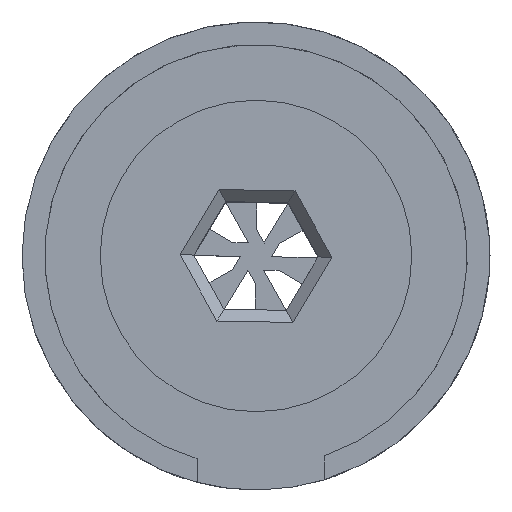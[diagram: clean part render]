
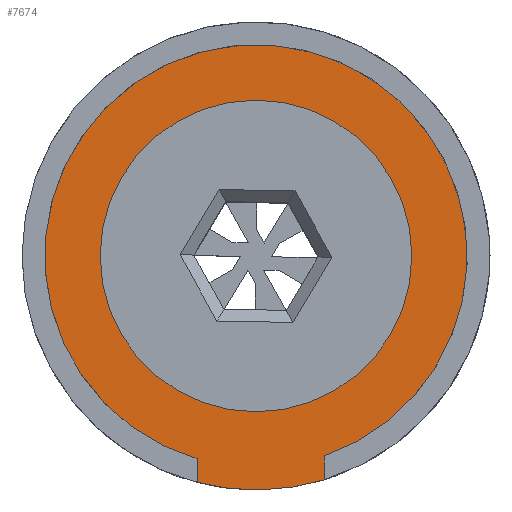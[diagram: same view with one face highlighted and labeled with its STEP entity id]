
A CAD part, top view. The second image highlights one B-rep face of the part: STEP entity #7674.
In plain terms, the highlighted planar face has unit normal (0, 0, 1).
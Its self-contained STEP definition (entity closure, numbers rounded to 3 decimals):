
#15=FACE_BOUND('',#447,.T.);
#29=CIRCLE('',#8079,17.663);
#30=CIRCLE('',#8080,19.563);
#31=CIRCLE('',#8081,17.663);
#32=CIRCLE('',#8082,17.663);
#33=CIRCLE('',#8083,13.025);
#54=FACE_OUTER_BOUND('',#446,.T.);
#446=EDGE_LOOP('',(#5001,#5002,#5003,#5004,#5005,#5006,#5007,#5008,#5009,
#5010));
#447=EDGE_LOOP('',(#5011));
#856=LINE('',#10482,#1998);
#861=LINE('',#10493,#2003);
#865=LINE('',#10505,#2007);
#868=LINE('',#10510,#2010);
#869=LINE('',#10515,#2011);
#870=LINE('',#10519,#2012);
#1998=VECTOR('',#8512,10.);
#2003=VECTOR('',#8523,10.);
#2007=VECTOR('',#8533,10.);
#2010=VECTOR('',#8538,10.);
#2011=VECTOR('',#8543,10.);
#2012=VECTOR('',#8546,10.);
#3141=VERTEX_POINT('',#10478);
#3143=VERTEX_POINT('',#10481);
#3146=VERTEX_POINT('',#10491);
#3150=VERTEX_POINT('',#10502);
#3151=VERTEX_POINT('',#10504);
#3152=VERTEX_POINT('',#10508);
#3153=VERTEX_POINT('',#10512);
#3154=VERTEX_POINT('',#10514);
#3155=VERTEX_POINT('',#10516);
#3156=VERTEX_POINT('',#10518);
#3157=VERTEX_POINT('',#10522);
#3810=EDGE_CURVE('',#3141,#3143,#856,.T.);
#3816=EDGE_CURVE('',#3146,#3143,#861,.T.);
#3821=EDGE_CURVE('',#3151,#3150,#865,.T.);
#3824=EDGE_CURVE('',#3152,#3150,#868,.T.);
#3825=EDGE_CURVE('',#3153,#3152,#29,.T.);
#3826=EDGE_CURVE('',#3154,#3153,#869,.F.);
#3827=EDGE_CURVE('',#3155,#3154,#30,.T.);
#3828=EDGE_CURVE('',#3156,#3155,#870,.F.);
#3829=EDGE_CURVE('',#3146,#3156,#31,.T.);
#3830=EDGE_CURVE('',#3151,#3141,#32,.T.);
#3831=EDGE_CURVE('',#3157,#3157,#33,.T.);
#5001=ORIENTED_EDGE('',*,*,#3824,.F.);
#5002=ORIENTED_EDGE('',*,*,#3825,.F.);
#5003=ORIENTED_EDGE('',*,*,#3826,.F.);
#5004=ORIENTED_EDGE('',*,*,#3827,.F.);
#5005=ORIENTED_EDGE('',*,*,#3828,.F.);
#5006=ORIENTED_EDGE('',*,*,#3829,.F.);
#5007=ORIENTED_EDGE('',*,*,#3816,.T.);
#5008=ORIENTED_EDGE('',*,*,#3810,.F.);
#5009=ORIENTED_EDGE('',*,*,#3830,.F.);
#5010=ORIENTED_EDGE('',*,*,#3821,.T.);
#5011=ORIENTED_EDGE('',*,*,#3831,.T.);
#7285=PLANE('',#8078);
#7674=ADVANCED_FACE('',(#54,#15),#7285,.F.);
#8078=AXIS2_PLACEMENT_3D('',#10511,#8539,#8540);
#8079=AXIS2_PLACEMENT_3D('',#10513,#8541,#8542);
#8080=AXIS2_PLACEMENT_3D('',#10517,#8544,#8545);
#8081=AXIS2_PLACEMENT_3D('',#10520,#8547,#8548);
#8082=AXIS2_PLACEMENT_3D('',#10521,#8549,#8550);
#8083=AXIS2_PLACEMENT_3D('',#10523,#8551,#8552);
#8512=DIRECTION('',(0.,-1.,0.));
#8523=DIRECTION('',(1.,0.,0.));
#8533=DIRECTION('',(-1.,0.,0.));
#8538=DIRECTION('',(0.,-1.,0.));
#8539=DIRECTION('center_axis',(0.,0.,-1.));
#8540=DIRECTION('ref_axis',(1.,0.,0.));
#8541=DIRECTION('center_axis',(0.,0.,-1.));
#8542=DIRECTION('ref_axis',(1.,0.,0.));
#8543=DIRECTION('',(0.,-1.,0.));
#8544=DIRECTION('center_axis',(0.,0.,-1.));
#8545=DIRECTION('ref_axis',(1.,0.,0.));
#8546=DIRECTION('',(0.,1.,0.));
#8547=DIRECTION('center_axis',(0.,0.,-1.));
#8548=DIRECTION('ref_axis',(1.,0.,0.));
#8549=DIRECTION('center_axis',(0.,0.,-1.));
#8550=DIRECTION('ref_axis',(1.,0.,0.));
#8551=DIRECTION('center_axis',(0.,0.,-1.));
#8552=DIRECTION('ref_axis',(-1.,0.,0.));
#10478=CARTESIAN_POINT('',(18.125,16.5,-0.2));
#10481=CARTESIAN_POINT('',(18.125,16.457,-0.2));
#10482=CARTESIAN_POINT('',(18.125,16.557,-0.2));
#10491=CARTESIAN_POINT('',(18.122,16.457,-0.2));
#10493=CARTESIAN_POINT('',(7.308,16.457,-0.2));
#10502=CARTESIAN_POINT('',(18.125,16.557,-0.2));
#10504=CARTESIAN_POINT('',(18.128,16.557,-0.2));
#10505=CARTESIAN_POINT('',(6.009,16.557,-0.2));
#10508=CARTESIAN_POINT('',(18.125,18.824,-0.2));
#10510=CARTESIAN_POINT('',(18.125,18.824,-0.2));
#10511=CARTESIAN_POINT('Origin',(-4.23,-0.525,-0.2));
#10512=CARTESIAN_POINT('',(-4.43,0.701,-0.2));
#10513=CARTESIAN_POINT('Origin',(0.5,17.662,-0.2));
#10514=CARTESIAN_POINT('',(-4.43,-1.27,-0.2));
#10515=CARTESIAN_POINT('',(-4.43,-0.525,-0.2));
#10516=CARTESIAN_POINT('',(6.21,-1.049,-0.2));
#10517=CARTESIAN_POINT('Origin',(0.5,17.662,-0.2));
#10518=CARTESIAN_POINT('',(6.21,0.947,-0.2));
#10519=CARTESIAN_POINT('',(6.21,-0.525,-0.2));
#10520=CARTESIAN_POINT('Origin',(0.5,17.662,-0.2));
#10521=CARTESIAN_POINT('Origin',(0.5,17.662,-0.2));
#10522=CARTESIAN_POINT('',(13.525,17.662,-0.2));
#10523=CARTESIAN_POINT('Origin',(0.5,17.662,-0.2));
